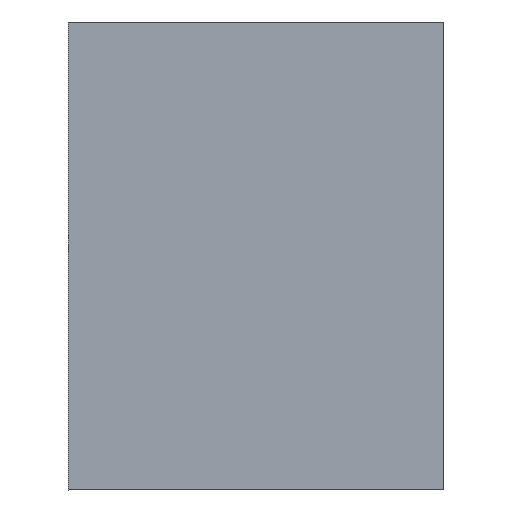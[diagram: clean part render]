
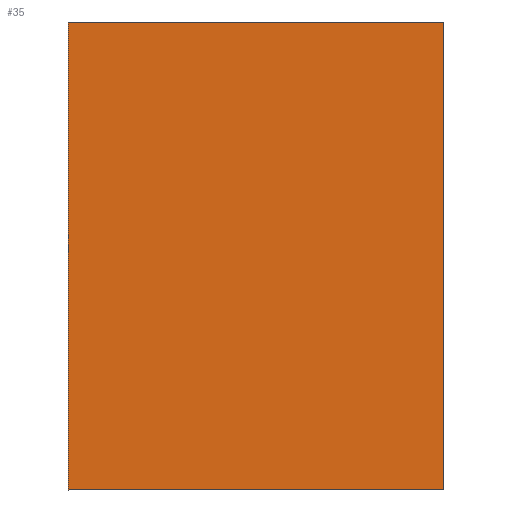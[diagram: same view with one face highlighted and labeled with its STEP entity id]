
A CAD part, front view. The second image highlights one B-rep face of the part: STEP entity #35.
In plain terms, the highlighted planar face has unit normal (0, -1, 0).
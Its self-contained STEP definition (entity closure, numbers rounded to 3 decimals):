
#28 = LINE ( 'NONE', #286, #53 ) ;
#29 = ORIENTED_EDGE ( 'NONE', *, *, #398, .T. ) ;
#35 = ADVANCED_FACE ( 'NONE', ( #291 ), #589, .T. ) ;
#44 = ORIENTED_EDGE ( 'NONE', *, *, #91, .F. ) ;
#53 = VECTOR ( 'NONE', #477, 1000. ) ;
#91 = EDGE_CURVE ( 'NONE', #497, #173, #28, .T. ) ;
#100 = DIRECTION ( 'NONE',  ( 1., 0., 0. ) ) ;
#173 = VERTEX_POINT ( 'NONE', #407 ) ;
#234 = EDGE_LOOP ( 'NONE', ( #44, #29, #401, #325 ) ) ;
#240 = LINE ( 'NONE', #504, #280 ) ;
#242 = DIRECTION ( 'NONE',  ( 0., -1., 0. ) ) ;
#254 = VECTOR ( 'NONE', #447, 1000. ) ;
#280 = VECTOR ( 'NONE', #508, 1000. ) ;
#286 = CARTESIAN_POINT ( 'NONE',  ( -40.123, -20.76, -10. ) ) ;
#289 = LINE ( 'NONE', #293, #254 ) ;
#291 = FACE_OUTER_BOUND ( 'NONE', #234, .T. ) ;
#293 = CARTESIAN_POINT ( 'NONE',  ( 40.123, -20.76, -10. ) ) ;
#303 = LINE ( 'NONE', #411, #368 ) ;
#325 = ORIENTED_EDGE ( 'NONE', *, *, #483, .F. ) ;
#349 = EDGE_CURVE ( 'NONE', #473, #608, #289, .T. ) ;
#368 = VECTOR ( 'NONE', #100, 1000. ) ;
#378 = CARTESIAN_POINT ( 'NONE',  ( 0., -20.76, -10. ) ) ;
#398 = EDGE_CURVE ( 'NONE', #497, #473, #240, .T. ) ;
#401 = ORIENTED_EDGE ( 'NONE', *, *, #349, .T. ) ;
#407 = CARTESIAN_POINT ( 'NONE',  ( -40.123, -20.76, 90. ) ) ;
#411 = CARTESIAN_POINT ( 'NONE',  ( 0., -20.76, 90. ) ) ;
#439 = DIRECTION ( 'NONE',  ( 1., 0., 0. ) ) ;
#447 = DIRECTION ( 'NONE',  ( 0., 0., 1. ) ) ;
#448 = CARTESIAN_POINT ( 'NONE',  ( 40.123, -20.76, 90. ) ) ;
#453 = CARTESIAN_POINT ( 'NONE',  ( -40.123, -20.76, -10. ) ) ;
#473 = VERTEX_POINT ( 'NONE', #610 ) ;
#477 = DIRECTION ( 'NONE',  ( 0., 0., 1. ) ) ;
#478 = AXIS2_PLACEMENT_3D ( 'NONE', #378, #242, #439 ) ;
#483 = EDGE_CURVE ( 'NONE', #173, #608, #303, .T. ) ;
#497 = VERTEX_POINT ( 'NONE', #453 ) ;
#504 = CARTESIAN_POINT ( 'NONE',  ( 0., -20.76, -10. ) ) ;
#508 = DIRECTION ( 'NONE',  ( 1., 0., 0. ) ) ;
#589 = PLANE ( 'NONE',  #478 ) ;
#608 = VERTEX_POINT ( 'NONE', #448 ) ;
#610 = CARTESIAN_POINT ( 'NONE',  ( 40.123, -20.76, -10. ) ) ;
